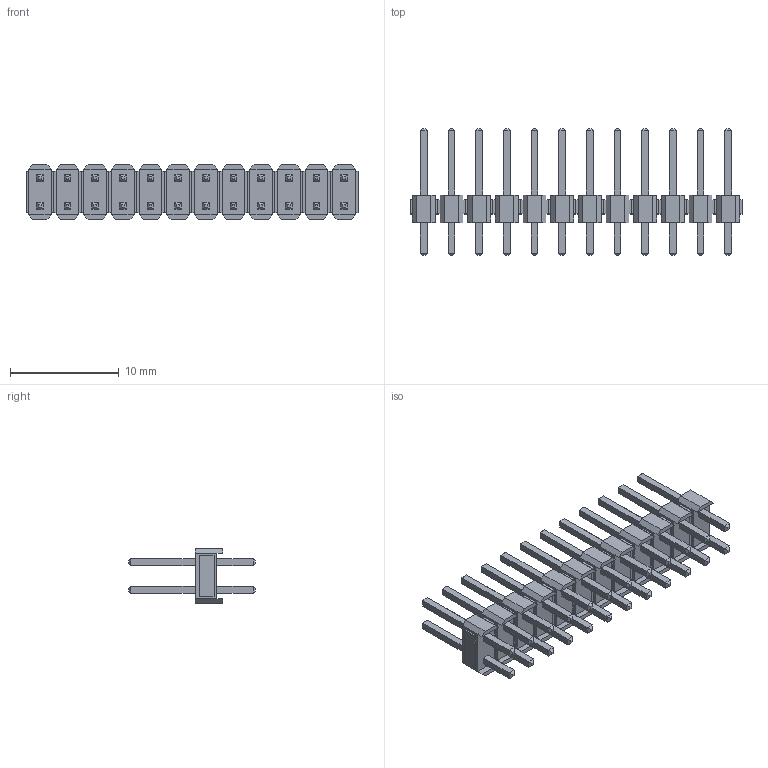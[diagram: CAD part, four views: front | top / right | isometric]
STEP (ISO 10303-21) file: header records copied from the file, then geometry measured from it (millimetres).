
FILE_DESCRIPTION (( 'STEP AP214' ), '1' );
FILE_NAME ('PLD-24.STEP', '2019-06-28T08:55:39', ( '' ), ( '' ), 'SwSTEP 2.0', 'SolidWorks 2018', '' );
FILE_SCHEMA (( 'AUTOMOTIVE_DESIGN' ));
Length unit declared in the file: millimetre
Products named in the file (1): PLD-24
Bounding box: 30.48 x 11.64 x 5 mm (x, y, z)
Volume: 372 mm3; surface area: 1249.9 mm2
Topology: 12 solids, 12 shells, 720 faces, 1632 edges, 1008 vertices
Faces by surface type: plane 720
Entity records: 27449 total; most frequent: CARTESIAN_POINT 3361, ORIENTED_EDGE 3264, DIRECTION 3074, VECTOR 1632, LINE 1632, EDGE_CURVE 1632, VERTEX_POINT 1008, EDGE_LOOP 792
